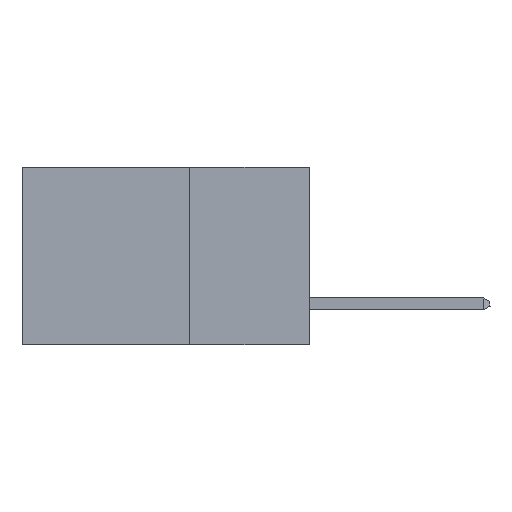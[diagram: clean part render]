
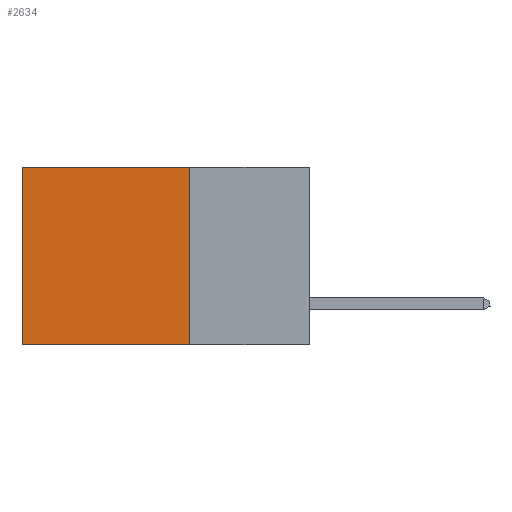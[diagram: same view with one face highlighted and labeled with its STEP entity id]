
A CAD part, left-side view. The second image highlights one B-rep face of the part: STEP entity #2634.
In plain terms, the highlighted planar face has unit normal (-1, 0, 0).
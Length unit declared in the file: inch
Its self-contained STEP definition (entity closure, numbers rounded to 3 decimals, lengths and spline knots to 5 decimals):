
#91 = FACE_OUTER_BOUND ( 'NONE', #2908, .T. ) ;
#247 = VERTEX_POINT ( 'NONE', #11372 ) ;
#418 = CARTESIAN_POINT ( 'NONE',  ( 0.2875, 0.25, 0. ) ) ;
#729 = PLANE ( 'NONE',  #4360 ) ;
#839 = VECTOR ( 'NONE', #7653, 39.37008 ) ;
#1288 = CARTESIAN_POINT ( 'NONE',  ( 0.2875, 0.25, 0. ) ) ;
#1313 = CARTESIAN_POINT ( 'NONE',  ( 0.2875, 0.6, -0.37 ) ) ;
#1500 = LINE ( 'NONE', #9206, #4506 ) ;
#1913 = VECTOR ( 'NONE', #10764, 39.37008 ) ;
#1934 = ORIENTED_EDGE ( 'NONE', *, *, #2294, .F. ) ;
#2294 = EDGE_CURVE ( 'NONE', #247, #9841, #5810, .T. ) ;
#2568 = DIRECTION ( 'NONE',  ( 0., 0., -1. ) ) ;
#2599 = CARTESIAN_POINT ( 'NONE',  ( 0.2875, 0.25, -0.37 ) ) ;
#2634 = ADVANCED_FACE ( 'NONE', ( #91 ), #729, .F. ) ;
#2908 = EDGE_LOOP ( 'NONE', ( #9028, #1934, #6013, #8637 ) ) ;
#3882 = EDGE_CURVE ( 'NONE', #10542, #8665, #1500, .T. ) ;
#4040 = EDGE_CURVE ( 'NONE', #8665, #9841, #11363, .T. ) ;
#4360 = AXIS2_PLACEMENT_3D ( 'NONE', #8036, #9856, #2568 ) ;
#4506 = VECTOR ( 'NONE', #11049, 39.37008 ) ;
#5810 = LINE ( 'NONE', #2599, #8205 ) ;
#6013 = ORIENTED_EDGE ( 'NONE', *, *, #7762, .F. ) ;
#6489 = CARTESIAN_POINT ( 'NONE',  ( 0.2875, 0.6, 0. ) ) ;
#7524 = LINE ( 'NONE', #1288, #839 ) ;
#7653 = DIRECTION ( 'NONE',  ( 0., 0., -1. ) ) ;
#7762 = EDGE_CURVE ( 'NONE', #10542, #247, #7524, .T. ) ;
#8036 = CARTESIAN_POINT ( 'NONE',  ( 0.2875, 0.25, 0. ) ) ;
#8205 = VECTOR ( 'NONE', #8979, 39.37008 ) ;
#8637 = ORIENTED_EDGE ( 'NONE', *, *, #3882, .T. ) ;
#8665 = VERTEX_POINT ( 'NONE', #6489 ) ;
#8979 = DIRECTION ( 'NONE',  ( 0., 1., 0. ) ) ;
#9028 = ORIENTED_EDGE ( 'NONE', *, *, #4040, .T. ) ;
#9206 = CARTESIAN_POINT ( 'NONE',  ( 0.2875, 0.25, 0. ) ) ;
#9841 = VERTEX_POINT ( 'NONE', #1313 ) ;
#9856 = DIRECTION ( 'NONE',  ( 1., 0., 0. ) ) ;
#10542 = VERTEX_POINT ( 'NONE', #418 ) ;
#10764 = DIRECTION ( 'NONE',  ( 0., 0., -1. ) ) ;
#11049 = DIRECTION ( 'NONE',  ( 0., 1., 0. ) ) ;
#11175 = CARTESIAN_POINT ( 'NONE',  ( 0.2875, 0.6, 0. ) ) ;
#11363 = LINE ( 'NONE', #11175, #1913 ) ;
#11372 = CARTESIAN_POINT ( 'NONE',  ( 0.2875, 0.25, -0.37 ) ) ;
